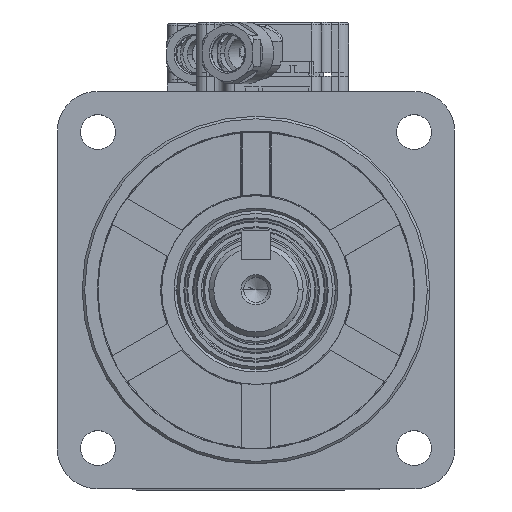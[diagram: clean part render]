
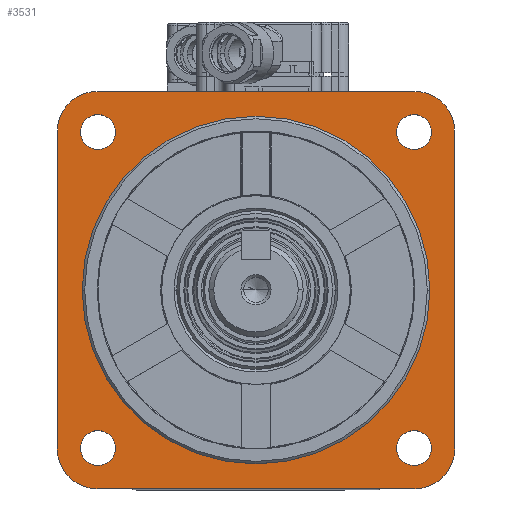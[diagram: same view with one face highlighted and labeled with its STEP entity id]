
A CAD part, top view. The second image highlights one B-rep face of the part: STEP entity #3531.
In plain terms, the highlighted planar face has unit normal (0, 0, 1).
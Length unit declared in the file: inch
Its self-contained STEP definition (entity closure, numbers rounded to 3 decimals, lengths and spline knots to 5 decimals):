
#1628=DIRECTION('',(-1.,0.,0.));
#1629=VECTOR('',#1628,2.51969);
#1630=CARTESIAN_POINT('',(1.25984,1.5748,0.15748));
#1631=LINE('',#1630,#1629);
#1708=DIRECTION('',(1.,0.,0.));
#1709=VECTOR('',#1708,2.51969);
#1710=CARTESIAN_POINT('',(-1.25984,-1.5748,
0.15748));
#1711=LINE('',#1710,#1709);
#1740=DIRECTION('',(0.,-1.,0.));
#1741=VECTOR('',#1740,2.51969);
#1742=CARTESIAN_POINT('',(-1.5748,1.25984,
0.15748));
#1743=LINE('',#1742,#1741);
#1784=CARTESIAN_POINT('',(1.25984,1.25984,0.15748));
#1785=DIRECTION('',(0.,0.,-1.));
#1786=DIRECTION('',(0.,1.,0.));
#1787=AXIS2_PLACEMENT_3D('',#1784,#1785,#1786);
#1789=CARTESIAN_POINT('',(1.25984,-1.25984,
0.15748));
#1790=DIRECTION('',(0.,0.,-1.));
#1791=DIRECTION('',(1.,0.,0.));
#1792=AXIS2_PLACEMENT_3D('',#1789,#1790,#1791);
#1794=CARTESIAN_POINT('',(-1.25984,-1.25984,
0.15748));
#1795=DIRECTION('',(0.,0.,-1.));
#1796=DIRECTION('',(0.,-1.,0.));
#1797=AXIS2_PLACEMENT_3D('',#1794,#1795,#1796);
#1799=CARTESIAN_POINT('',(-1.25984,1.25984,
0.15748));
#1800=DIRECTION('',(0.,0.,-1.));
#1801=DIRECTION('',(-1.,0.,0.));
#1802=AXIS2_PLACEMENT_3D('',#1799,#1800,#1801);
#1804=CARTESIAN_POINT('',(0.,0.,0.15748));
#1805=DIRECTION('',(0.,0.,1.));
#1806=DIRECTION('',(-1.,0.,0.));
#1807=AXIS2_PLACEMENT_3D('',#1804,#1805,#1806);
#1809=CARTESIAN_POINT('',(0.,0.,0.15748));
#1810=DIRECTION('',(0.,0.,1.));
#1811=DIRECTION('',(1.,0.,0.));
#1812=AXIS2_PLACEMENT_3D('',#1809,#1810,#1811);
#1814=CARTESIAN_POINT('',(-1.25275,-1.25275,
0.15748));
#1815=DIRECTION('',(0.,0.,1.));
#1816=DIRECTION('',(1.,0.,0.));
#1817=AXIS2_PLACEMENT_3D('',#1814,#1815,#1816);
#1819=CARTESIAN_POINT('',(-1.25275,-1.25275,
0.15748));
#1820=DIRECTION('',(0.,0.,1.));
#1821=DIRECTION('',(-1.,0.,0.));
#1822=AXIS2_PLACEMENT_3D('',#1819,#1820,#1821);
#1824=CARTESIAN_POINT('',(1.25275,-1.25275,
0.15748));
#1825=DIRECTION('',(0.,0.,1.));
#1826=DIRECTION('',(1.,0.,0.));
#1827=AXIS2_PLACEMENT_3D('',#1824,#1825,#1826);
#1829=CARTESIAN_POINT('',(1.25275,-1.25275,
0.15748));
#1830=DIRECTION('',(0.,0.,1.));
#1831=DIRECTION('',(-1.,0.,0.));
#1832=AXIS2_PLACEMENT_3D('',#1829,#1830,#1831);
#1834=CARTESIAN_POINT('',(1.25275,1.25275,0.15748));
#1835=DIRECTION('',(0.,0.,1.));
#1836=DIRECTION('',(1.,0.,0.));
#1837=AXIS2_PLACEMENT_3D('',#1834,#1835,#1836);
#1839=CARTESIAN_POINT('',(1.25275,1.25275,0.15748));
#1840=DIRECTION('',(0.,0.,1.));
#1841=DIRECTION('',(-1.,0.,0.));
#1842=AXIS2_PLACEMENT_3D('',#1839,#1840,#1841);
#1844=CARTESIAN_POINT('',(-1.25275,1.25275,
0.15748));
#1845=DIRECTION('',(0.,0.,1.));
#1846=DIRECTION('',(1.,0.,0.));
#1847=AXIS2_PLACEMENT_3D('',#1844,#1845,#1846);
#1849=CARTESIAN_POINT('',(-1.25275,1.25275,
0.15748));
#1850=DIRECTION('',(0.,0.,1.));
#1851=DIRECTION('',(-1.,0.,0.));
#1852=AXIS2_PLACEMENT_3D('',#1849,#1850,#1851);
#1910=DIRECTION('',(0.,1.,0.));
#1911=VECTOR('',#1910,2.51969);
#1912=CARTESIAN_POINT('',(1.5748,-1.25984,
0.15748));
#1913=LINE('',#1912,#1911);
#2970=CARTESIAN_POINT('',(1.25984,1.5748,0.15748));
#2971=VERTEX_POINT('',#2970);
#2972=CARTESIAN_POINT('',(-1.25984,1.5748,
0.15748));
#2973=VERTEX_POINT('',#2972);
#3010=CARTESIAN_POINT('',(-1.25984,-1.5748,
0.15748));
#3011=VERTEX_POINT('',#3010);
#3012=CARTESIAN_POINT('',(1.25984,-1.5748,
0.15748));
#3013=VERTEX_POINT('',#3012);
#3034=CARTESIAN_POINT('',(-1.5748,1.25984,
0.15748));
#3035=VERTEX_POINT('',#3034);
#3036=CARTESIAN_POINT('',(-1.5748,-1.25984,
0.15748));
#3037=VERTEX_POINT('',#3036);
#3046=CARTESIAN_POINT('',(1.5748,1.25984,0.15748));
#3047=VERTEX_POINT('',#3046);
#3048=CARTESIAN_POINT('',(1.5748,-1.25984,
0.15748));
#3049=VERTEX_POINT('',#3048);
#3050=CARTESIAN_POINT('',(-1.37795,0.,0.15748));
#3051=CARTESIAN_POINT('',(1.37795,0.,0.15748));
#3052=VERTEX_POINT('',#3050);
#3053=VERTEX_POINT('',#3051);
#3054=CARTESIAN_POINT('',(-1.11495,-1.25275,
0.15748));
#3055=CARTESIAN_POINT('',(-1.39054,-1.25275,
0.15748));
#3056=VERTEX_POINT('',#3054);
#3057=VERTEX_POINT('',#3055);
#3058=CARTESIAN_POINT('',(1.39054,-1.25275,
0.15748));
#3059=CARTESIAN_POINT('',(1.11495,-1.25275,
0.15748));
#3060=VERTEX_POINT('',#3058);
#3061=VERTEX_POINT('',#3059);
#3062=CARTESIAN_POINT('',(1.39054,1.25275,0.15748));
#3063=CARTESIAN_POINT('',(1.11495,1.25275,0.15748));
#3064=VERTEX_POINT('',#3062);
#3065=VERTEX_POINT('',#3063);
#3066=CARTESIAN_POINT('',(-1.11495,1.25275,
0.15748));
#3067=CARTESIAN_POINT('',(-1.39054,1.25275,
0.15748));
#3068=VERTEX_POINT('',#3066);
#3069=VERTEX_POINT('',#3067);
#3482=CARTESIAN_POINT('',(1.25984,1.25984,0.15748));
#3483=DIRECTION('',(0.,0.,1.));
#3484=DIRECTION('',(1.,0.,0.));
#3485=AXIS2_PLACEMENT_3D('',#3482,#3483,#3484);
#3486=PLANE('',#3485);
#3488=ORIENTED_EDGE('',*,*,#3487,.T.);
#3490=ORIENTED_EDGE('',*,*,#3489,.F.);
#3492=ORIENTED_EDGE('',*,*,#3491,.T.);
#3493=ORIENTED_EDGE('',*,*,#3371,.F.);
#3495=ORIENTED_EDGE('',*,*,#3494,.T.);
#3496=ORIENTED_EDGE('',*,*,#3422,.F.);
#3497=ORIENTED_EDGE('',*,*,#3476,.T.);
#3498=ORIENTED_EDGE('',*,*,#3312,.F.);
#3499=EDGE_LOOP('',(#3488,#3490,#3492,#3493,#3495,#3496,#3497,#3498));
#3500=FACE_OUTER_BOUND('',#3499,.F.);
#3502=ORIENTED_EDGE('',*,*,#3501,.T.);
#3504=ORIENTED_EDGE('',*,*,#3503,.T.);
#3505=EDGE_LOOP('',(#3502,#3504));
#3506=FACE_BOUND('',#3505,.F.);
#3508=ORIENTED_EDGE('',*,*,#3507,.T.);
#3510=ORIENTED_EDGE('',*,*,#3509,.T.);
#3511=EDGE_LOOP('',(#3508,#3510));
#3512=FACE_BOUND('',#3511,.F.);
#3514=ORIENTED_EDGE('',*,*,#3513,.T.);
#3516=ORIENTED_EDGE('',*,*,#3515,.T.);
#3517=EDGE_LOOP('',(#3514,#3516));
#3518=FACE_BOUND('',#3517,.F.);
#3520=ORIENTED_EDGE('',*,*,#3519,.T.);
#3522=ORIENTED_EDGE('',*,*,#3521,.T.);
#3523=EDGE_LOOP('',(#3520,#3522));
#3524=FACE_BOUND('',#3523,.F.);
#3526=ORIENTED_EDGE('',*,*,#3525,.T.);
#3528=ORIENTED_EDGE('',*,*,#3527,.T.);
#3529=EDGE_LOOP('',(#3526,#3528));
#3530=FACE_BOUND('',#3529,.F.);
#3531=ADVANCED_FACE('',(#3500,#3506,#3512,#3518,#3524,#3530),#3486,.T.);
#1788=CIRCLE('',#1787,0.31496);
#1793=CIRCLE('',#1792,0.31496);
#1798=CIRCLE('',#1797,0.31496);
#1803=CIRCLE('',#1802,0.31496);
#1808=CIRCLE('',#1807,1.37795);
#1813=CIRCLE('',#1812,1.37795);
#1818=CIRCLE('',#1817,0.1378);
#1823=CIRCLE('',#1822,0.1378);
#1828=CIRCLE('',#1827,0.1378);
#1833=CIRCLE('',#1832,0.1378);
#1838=CIRCLE('',#1837,0.1378);
#1843=CIRCLE('',#1842,0.1378);
#1848=CIRCLE('',#1847,0.1378);
#1853=CIRCLE('',#1852,0.1378);
#3312=EDGE_CURVE('',#2971,#2973,#1631,.T.);
#3371=EDGE_CURVE('',#3011,#3013,#1711,.T.);
#3422=EDGE_CURVE('',#3035,#3037,#1743,.T.);
#3476=EDGE_CURVE('',#3035,#2973,#1803,.T.);
#3487=EDGE_CURVE('',#2971,#3047,#1788,.T.);
#3489=EDGE_CURVE('',#3049,#3047,#1913,.T.);
#3491=EDGE_CURVE('',#3049,#3013,#1793,.T.);
#3494=EDGE_CURVE('',#3011,#3037,#1798,.T.);
#3501=EDGE_CURVE('',#3052,#3053,#1808,.T.);
#3503=EDGE_CURVE('',#3053,#3052,#1813,.T.);
#3507=EDGE_CURVE('',#3056,#3057,#1818,.T.);
#3509=EDGE_CURVE('',#3057,#3056,#1823,.T.);
#3513=EDGE_CURVE('',#3060,#3061,#1828,.T.);
#3515=EDGE_CURVE('',#3061,#3060,#1833,.T.);
#3519=EDGE_CURVE('',#3064,#3065,#1838,.T.);
#3521=EDGE_CURVE('',#3065,#3064,#1843,.T.);
#3525=EDGE_CURVE('',#3068,#3069,#1848,.T.);
#3527=EDGE_CURVE('',#3069,#3068,#1853,.T.);
